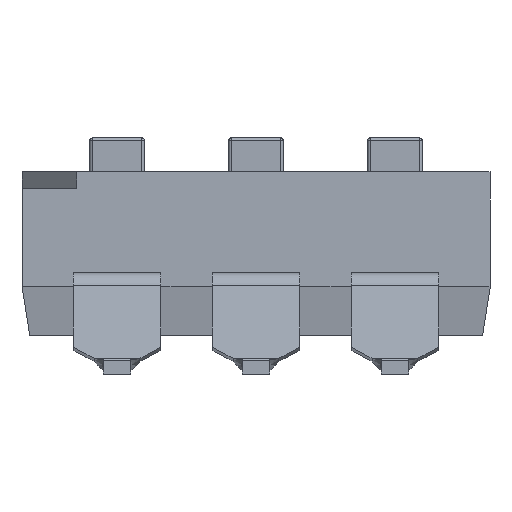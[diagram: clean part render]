
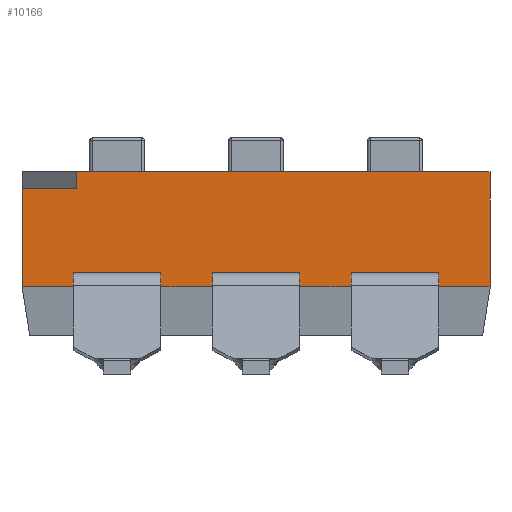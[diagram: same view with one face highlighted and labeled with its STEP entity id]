
A CAD part, front view. The second image highlights one B-rep face of the part: STEP entity #10166.
In plain terms, the highlighted planar face has unit normal (0, -1, 0).
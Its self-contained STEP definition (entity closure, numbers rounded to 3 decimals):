
#691=FACE_OUTER_BOUND('',#1268,.T.);
#1268=EDGE_LOOP('',(#8399,#8400,#8401,#8402,#8403,#8404,#8405,#8406,#8407));
#2145=LINE('',#16100,#3245);
#2147=LINE('',#16104,#3247);
#2148=LINE('',#16106,#3248);
#2149=LINE('',#16108,#3249);
#2150=LINE('',#16110,#3250);
#2151=LINE('',#16112,#3251);
#2152=LINE('',#16114,#3252);
#2153=LINE('',#16116,#3253);
#2154=LINE('',#16117,#3254);
#3245=VECTOR('',#13218,10.);
#3247=VECTOR('',#13222,10.);
#3248=VECTOR('',#13223,10.);
#3249=VECTOR('',#13224,10.);
#3250=VECTOR('',#13225,10.);
#3251=VECTOR('',#13226,10.);
#3252=VECTOR('',#13227,10.);
#3253=VECTOR('',#13228,10.);
#3254=VECTOR('',#13229,10.);
#4614=VERTEX_POINT('',#16097);
#4615=VERTEX_POINT('',#16099);
#4616=VERTEX_POINT('',#16103);
#4617=VERTEX_POINT('',#16105);
#4618=VERTEX_POINT('',#16107);
#4619=VERTEX_POINT('',#16109);
#4620=VERTEX_POINT('',#16111);
#4621=VERTEX_POINT('',#16113);
#4622=VERTEX_POINT('',#16115);
#5933=EDGE_CURVE('',#4614,#4615,#2145,.T.);
#5935=EDGE_CURVE('',#4616,#4614,#2147,.T.);
#5936=EDGE_CURVE('',#4617,#4616,#2148,.T.);
#5937=EDGE_CURVE('',#4618,#4617,#2149,.T.);
#5938=EDGE_CURVE('',#4619,#4618,#2150,.T.);
#5939=EDGE_CURVE('',#4620,#4619,#2151,.T.);
#5940=EDGE_CURVE('',#4621,#4620,#2152,.T.);
#5941=EDGE_CURVE('',#4622,#4621,#2153,.T.);
#5942=EDGE_CURVE('',#4615,#4622,#2154,.T.);
#8399=ORIENTED_EDGE('',*,*,#5933,.F.);
#8400=ORIENTED_EDGE('',*,*,#5935,.F.);
#8401=ORIENTED_EDGE('',*,*,#5936,.F.);
#8402=ORIENTED_EDGE('',*,*,#5937,.F.);
#8403=ORIENTED_EDGE('',*,*,#5938,.F.);
#8404=ORIENTED_EDGE('',*,*,#5939,.F.);
#8405=ORIENTED_EDGE('',*,*,#5940,.F.);
#8406=ORIENTED_EDGE('',*,*,#5941,.F.);
#8407=ORIENTED_EDGE('',*,*,#5942,.F.);
#9659=PLANE('',#11036);
#10166=ADVANCED_FACE('',(#691),#9659,.T.);
#11036=AXIS2_PLACEMENT_3D('',#16102,#13220,#13221);
#13218=DIRECTION('',(0.,0.,-1.));
#13220=DIRECTION('center_axis',(0.,-1.,0.));
#13221=DIRECTION('ref_axis',(0.,0.,1.));
#13222=DIRECTION('',(1.,0.,0.));
#13223=DIRECTION('',(0.,0.,1.));
#13224=DIRECTION('',(1.,0.,0.));
#13225=DIRECTION('',(0.,0.,1.));
#13226=DIRECTION('',(-1.,0.,0.));
#13227=DIRECTION('',(-1.,0.,0.));
#13228=DIRECTION('',(-1.,0.,0.));
#13229=DIRECTION('',(-1.,0.,0.));
#16097=CARTESIAN_POINT('',(4.28,-3.1,3.735));
#16099=CARTESIAN_POINT('',(4.28,-3.1,1.635));
#16100=CARTESIAN_POINT('',(4.28,-3.1,2.349));
#16102=CARTESIAN_POINT('Origin',(30.294,-3.1,2.463));
#16103=CARTESIAN_POINT('',(-3.28,-3.1,3.735));
#16104=CARTESIAN_POINT('',(-3.28,-3.1,3.735));
#16105=CARTESIAN_POINT('',(-3.28,-3.1,3.435));
#16106=CARTESIAN_POINT('',(-3.28,-3.1,3.435));
#16107=CARTESIAN_POINT('',(-4.28,-3.1,3.435));
#16108=CARTESIAN_POINT('',(-4.28,-3.1,3.435));
#16109=CARTESIAN_POINT('',(-4.28,-3.1,1.635));
#16110=CARTESIAN_POINT('',(-4.28,-3.1,3.135));
#16111=CARTESIAN_POINT('',(-3.34,-3.1,1.635));
#16112=CARTESIAN_POINT('',(-3.34,-3.1,1.635));
#16113=CARTESIAN_POINT('',(-0.8,-3.1,1.635));
#16114=CARTESIAN_POINT('',(-0.8,-3.1,1.635));
#16115=CARTESIAN_POINT('',(1.74,-3.1,1.635));
#16116=CARTESIAN_POINT('',(1.74,-3.1,1.635));
#16117=CARTESIAN_POINT('',(4.28,-3.1,1.635));
